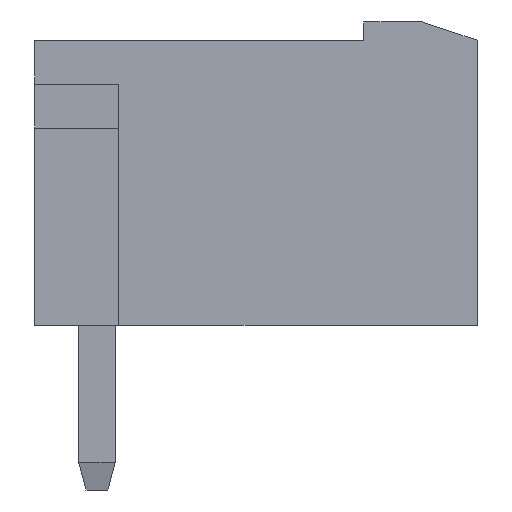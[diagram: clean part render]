
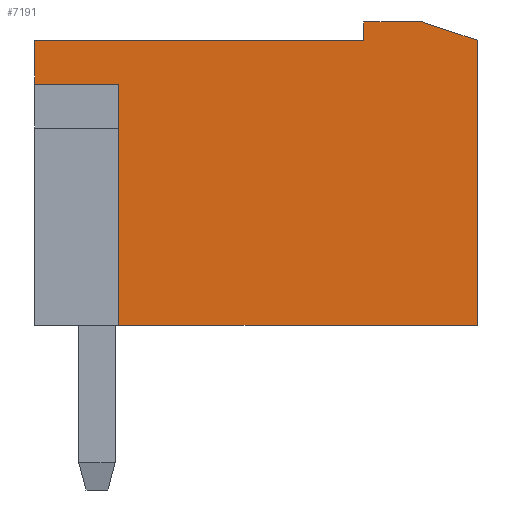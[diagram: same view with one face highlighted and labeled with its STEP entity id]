
A CAD part, left-side view. The second image highlights one B-rep face of the part: STEP entity #7191.
In plain terms, the highlighted planar face has unit normal (-1, 0, 0).
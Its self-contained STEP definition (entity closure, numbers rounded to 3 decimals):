
#420=FACE_OUTER_BOUND('',#848,.T.);
#848=EDGE_LOOP('',(#5806,#5807,#5808,#5809,#5810,#5811,#5812,#5813,#5814));
#1223=LINE('',#10057,#2129);
#1285=LINE('',#10187,#2191);
#1294=LINE('',#10204,#2200);
#1503=LINE('',#10645,#2409);
#1516=LINE('',#10671,#2422);
#1643=LINE('',#11052,#2549);
#1646=LINE('',#11057,#2552);
#1662=LINE('',#11077,#2568);
#1664=LINE('',#11081,#2570);
#2129=VECTOR('',#8199,9.);
#2191=VECTOR('',#8309,1.581);
#2200=VECTOR('',#8330,7.8);
#2409=VECTOR('',#8675,6.6);
#2422=VECTOR('',#8702,2.3);
#2549=VECTOR('',#9027,0.5);
#2552=VECTOR('',#9032,1.6);
#2568=VECTOR('',#9056,1.2);
#2570=VECTOR('',#9062,9.8);
#2951=VERTEX_POINT('',#10054);
#2952=VERTEX_POINT('',#10056);
#2995=VERTEX_POINT('',#10184);
#2996=VERTEX_POINT('',#10186);
#2998=VERTEX_POINT('',#10203);
#3161=VERTEX_POINT('',#10642);
#3162=VERTEX_POINT('',#10644);
#3168=VERTEX_POINT('',#10670);
#3287=VERTEX_POINT('',#11051);
#3665=EDGE_CURVE('',#2951,#2952,#1223,.T.);
#3727=EDGE_CURVE('',#2995,#2996,#1285,.T.);
#3736=EDGE_CURVE('',#2996,#2998,#1294,.T.);
#3951=EDGE_CURVE('',#3161,#3162,#1503,.T.);
#3964=EDGE_CURVE('',#3162,#3168,#1516,.T.);
#4133=EDGE_CURVE('',#2952,#3287,#1643,.T.);
#4136=EDGE_CURVE('',#3287,#2995,#1646,.T.);
#4152=EDGE_CURVE('',#3168,#2951,#1662,.T.);
#4154=EDGE_CURVE('',#3161,#2998,#1664,.T.);
#5806=ORIENTED_EDGE('',*,*,#3665,.F.);
#5807=ORIENTED_EDGE('',*,*,#4152,.F.);
#5808=ORIENTED_EDGE('',*,*,#3964,.F.);
#5809=ORIENTED_EDGE('',*,*,#3951,.F.);
#5810=ORIENTED_EDGE('',*,*,#4154,.T.);
#5811=ORIENTED_EDGE('',*,*,#3736,.F.);
#5812=ORIENTED_EDGE('',*,*,#3727,.F.);
#5813=ORIENTED_EDGE('',*,*,#4136,.F.);
#5814=ORIENTED_EDGE('',*,*,#4133,.F.);
#6552=PLANE('',#7616);
#7191=ADVANCED_FACE('',(#420),#6552,.T.);
#7616=AXIS2_PLACEMENT_3D('',#11082,#9063,#9064);
#8199=DIRECTION('',(0.,-1.,0.));
#8309=DIRECTION('',(0.,-0.949,-0.316));
#8330=DIRECTION('',(0.,0.,-1.));
#8675=DIRECTION('',(0.,0.,1.));
#8702=DIRECTION('',(0.,1.,0.));
#9027=DIRECTION('',(0.,0.,1.));
#9032=DIRECTION('',(0.,-1.,0.));
#9056=DIRECTION('',(0.,0.,1.));
#9062=DIRECTION('',(0.,-1.,0.));
#9063=DIRECTION('center_axis',(-1.,0.,0.));
#9064=DIRECTION('ref_axis',(0.,0.,-1.));
#10054=CARTESIAN_POINT('',(-15.84,1.7,7.8));
#10056=CARTESIAN_POINT('',(-15.84,-7.3,7.8));
#10057=CARTESIAN_POINT('',(-15.84,-0.6,7.8));
#10184=CARTESIAN_POINT('',(-15.84,-8.9,8.3));
#10186=CARTESIAN_POINT('',(-15.84,-10.4,7.8));
#10187=CARTESIAN_POINT('',(-15.84,-8.428,8.458));
#10203=CARTESIAN_POINT('',(-15.84,-10.4,0.));
#10204=CARTESIAN_POINT('',(-15.84,-10.4,7.8));
#10642=CARTESIAN_POINT('',(-15.84,-0.6,0.));
#10644=CARTESIAN_POINT('',(-15.84,-0.6,6.6));
#10645=CARTESIAN_POINT('',(-15.84,-0.6,0.));
#10670=CARTESIAN_POINT('',(-15.84,1.7,6.6));
#10671=CARTESIAN_POINT('',(-15.84,-0.6,6.6));
#11051=CARTESIAN_POINT('',(-15.84,-7.3,8.3));
#11052=CARTESIAN_POINT('',(-15.84,-7.3,7.875));
#11057=CARTESIAN_POINT('',(-15.84,-7.4,8.3));
#11077=CARTESIAN_POINT('',(-15.84,1.7,6.6));
#11081=CARTESIAN_POINT('',(-15.84,-0.6,0.));
#11082=CARTESIAN_POINT('Origin',(-15.84,-0.6,7.8));
